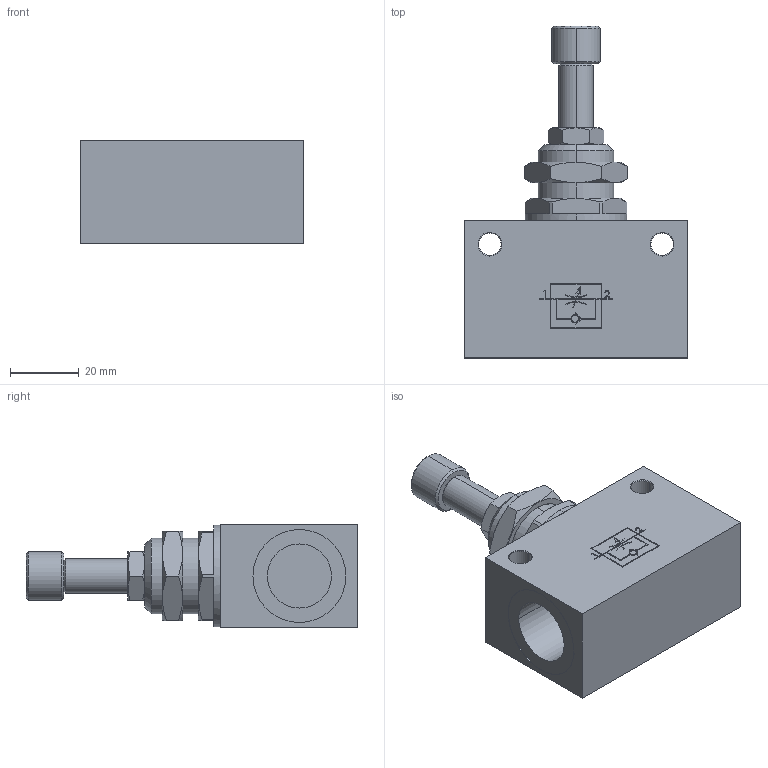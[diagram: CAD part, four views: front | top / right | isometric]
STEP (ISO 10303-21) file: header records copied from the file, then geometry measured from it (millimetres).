
FILE_DESCRIPTION (( 'STEP AP203' ), '1' );
FILE_NAME ('04110U04.STEP', '2010-04-14T12:52:30', ( '' ), ( 'sopra-pneumatic' ), 'SwSTEP 2.0', 'SolidWorks 2009', '' );
FILE_SCHEMA (( 'CONFIG_CONTROL_DESIGN' ));
Length unit declared in the file: millimetre
Products named in the file (1): 04110U04
Bounding box: 65 x 96.39 x 30 mm (x, y, z)
Volume: 81727.4 mm3; surface area: 18776.1 mm2
Topology: 1 solids, 7 shells, 225 faces, 549 edges, 359 vertices
Faces by surface type: plane 131, cylinder 61, cone 33
Entity records: 7094 total; most frequent: CARTESIAN_POINT 1697, ORIENTED_EDGE 1098, DIRECTION 1084, EDGE_CURVE 549, AXIS2_PLACEMENT_3D 369, VERTEX_POINT 359, LINE 346, VECTOR 346
